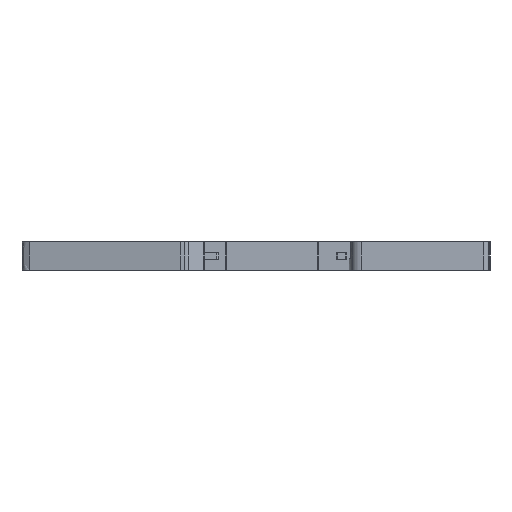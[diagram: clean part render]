
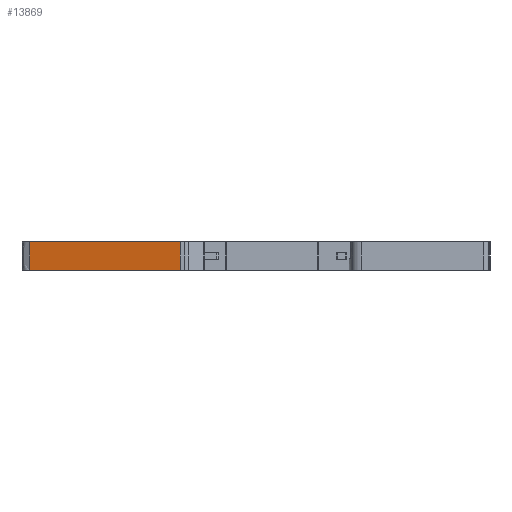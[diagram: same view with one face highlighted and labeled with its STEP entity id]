
A CAD part, front view. The second image highlights one B-rep face of the part: STEP entity #13869.
In plain terms, the highlighted planar face has unit normal (-0.187, -0.982, 0).
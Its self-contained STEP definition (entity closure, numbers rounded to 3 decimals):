
#277=CARTESIAN_POINT('',(-54.922,0.177,0.));
#279=DIRECTION('',(0.982,-0.187,0.));
#280=VECTOR('',#279,33.074);
#281=CARTESIAN_POINT('',(-54.922,0.177,0.));
#282=LINE('',#281,#280);
#843=DIRECTION('',(-0.982,0.187,0.));
#844=VECTOR('',#843,33.074);
#845=CARTESIAN_POINT('',(-22.43,-6.,6.2));
#846=LINE('',#845,#844);
#2958=DIRECTION('',(0.,0.,-1.));
#2959=VECTOR('',#2958,6.2);
#2960=CARTESIAN_POINT('',(-22.43,-6.,6.2));
#2961=LINE('',#2960,#2959);
#2962=DIRECTION('',(0.,0.,-1.));
#2963=VECTOR('',#2962,6.2);
#2964=CARTESIAN_POINT('',(-54.922,0.177,6.2));
#2965=LINE('',#2964,#2963);
#8316=VERTEX_POINT('',#277);
#8317=CARTESIAN_POINT('',(-22.43,-6.,0.));
#8318=VERTEX_POINT('',#8317);
#8672=CARTESIAN_POINT('',(-22.43,-6.,6.2));
#8673=VERTEX_POINT('',#8672);
#8674=CARTESIAN_POINT('',(-54.922,0.177,6.2));
#8675=VERTEX_POINT('',#8674);
#13857=CARTESIAN_POINT('',(-38.676,-2.911,3.1));
#13858=DIRECTION('',(0.187,0.982,0.));
#13859=DIRECTION('',(-0.982,0.187,0.));
#13860=AXIS2_PLACEMENT_3D('',#13857,#13858,#13859);
#13861=PLANE('',#13860);
#13862=ORIENTED_EDGE('',*,*,#10521,.F.);
#13864=ORIENTED_EDGE('',*,*,#13863,.F.);
#13865=ORIENTED_EDGE('',*,*,#10888,.F.);
#13866=ORIENTED_EDGE('',*,*,#13851,.T.);
#13867=EDGE_LOOP('',(#13862,#13864,#13865,#13866));
#13868=FACE_OUTER_BOUND('',#13867,.F.);
#10521=EDGE_CURVE('',#8316,#8318,#282,.T.);
#10888=EDGE_CURVE('',#8673,#8675,#846,.T.);
#13851=EDGE_CURVE('',#8673,#8318,#2961,.T.);
#13863=EDGE_CURVE('',#8675,#8316,#2965,.T.);
#13869=ADVANCED_FACE('',(#13868),#13861,.F.);
